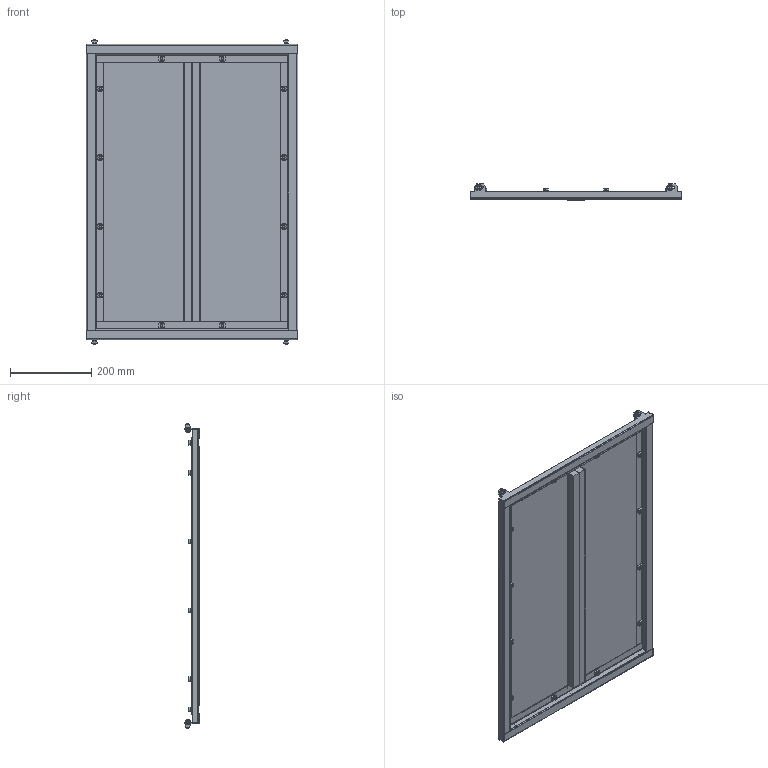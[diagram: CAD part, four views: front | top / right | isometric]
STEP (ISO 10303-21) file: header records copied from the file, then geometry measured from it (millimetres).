
FILE_DESCRIPTION (( 'STEP AP214' ), '1' );
FILE_NAME ('FSPG86 Ïàíåëü ñàëüíèêîâàÿ íèæíÿÿ ñîñòàâíàÿ.STEP', '2020-11-18T09:49:52', ( '' ), ( '' ), 'SwSTEP 2.0', 'SolidWorks 2019', '' );
FILE_SCHEMA (( 'AUTOMOTIVE_DESIGN' ));
Length unit declared in the file: millimetre
Products named in the file (10): 襟俶.301222.001 冓憵_00; Âèíò Ì6 DIN 7985_6å16; 襟俶.745352.001 赶鎀鍧_00; 襟俶.745322.001 眈翴錪_00; 襟俶.745352.002 赶鎀鍧_00; ﾘ琺矜 65ﾃ 019 ﾃﾎﾑﾒ 6402-70_6; Ãàéêà êëåòåâàÿ Ì6_3À; FSPG86 Ïàíåëü ñàëüíèêîâàÿ íèæíÿÿ ñîñòàâíàÿ; ﾘ琺矜 01.019 ﾃﾎﾑﾒ11371-78_6; Ðåçèíà ïîðèñòàÿ EPDM150 20õ20 L=0.64 ÒÐÈÇÀÌ_00
Assembly tree (73 placements, depth 3):
  FSPG86 Ïàíåëü ñàëüíèêîâàÿ íèæíÿÿ ñîñòàâíàÿ
    襟俶.301222.001 冓憵_00
      襟俶.745352.001 赶鎀鍧_00  x2
      襟俶.745352.002 赶鎀鍧_00  x2
    襟俶.745322.001 眈翴錪_00  x2
    Ðåçèíà ïîðèñòàÿ EPDM150 20õ20 L=0.64 ÒÐÈÇÀÌ_00  x2
    Ãàéêà êëåòåâàÿ Ì6_3À  x16
    ﾘ琺矜 01.019 ﾃﾎﾑﾒ11371-78_6  x16
    ﾘ琺矜 65ﾃ 019 ﾃﾎﾑﾒ 6402-70_6  x16
    Âèíò Ì6 DIN 7985_6å16  x16
Bounding box: 523 x 38.3 x 750.6 mm (x, y, z)
Volume: 1191828.4 mm3; surface area: 1156751.6 mm2
Topology: 72 solids, 72 shells, 1820 faces, 4636 edges, 2976 vertices
Faces by surface type: plane 1176, cylinder 580, cone 32, sphere 32
Entity records: 8616 total; most frequent: CARTESIAN_POINT 1494, DIRECTION 1416, ORIENTED_EDGE 1304, EDGE_CURVE 652, VECTOR 496, LINE 496, AXIS2_PLACEMENT_3D 460, VERTEX_POINT 410
